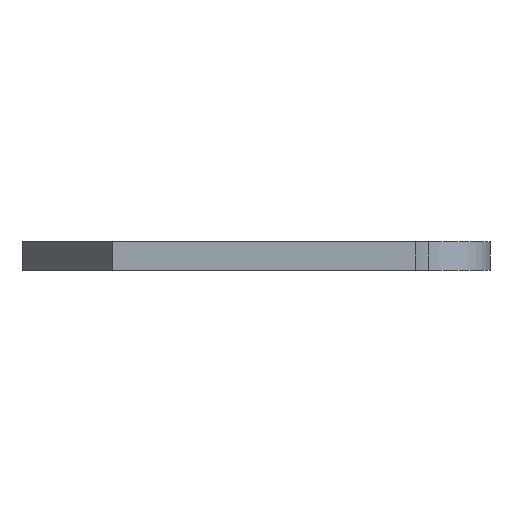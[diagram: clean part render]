
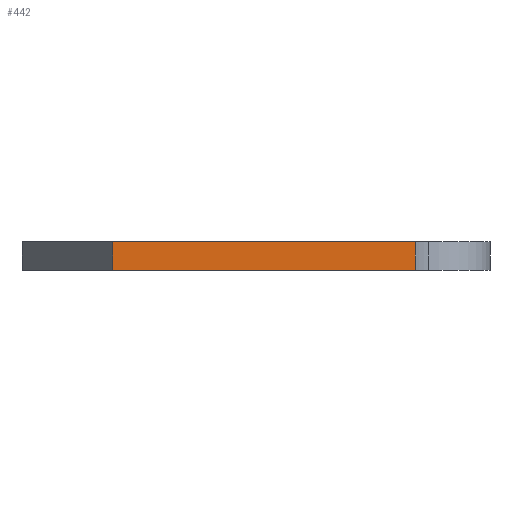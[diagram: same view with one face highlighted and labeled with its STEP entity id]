
A CAD part, left-side view. The second image highlights one B-rep face of the part: STEP entity #442.
In plain terms, the highlighted planar face has unit normal (-1, 0, 0).
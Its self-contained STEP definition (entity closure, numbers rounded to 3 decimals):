
#5 = CARTESIAN_POINT ( 'NONE',  ( 0., -13.857, -60. ) ) ;
#10 = VECTOR ( 'NONE', #256, 1000. ) ;
#14 = VERTEX_POINT ( 'NONE', #895 ) ;
#49 = CARTESIAN_POINT ( 'NONE',  ( 0., 28.143, -64. ) ) ;
#72 = CARTESIAN_POINT ( 'NONE',  ( 0., -13.857, -64. ) ) ;
#75 = DIRECTION ( 'NONE',  ( 0., 0., 1. ) ) ;
#80 = LINE ( 'NONE', #176, #229 ) ;
#109 = CARTESIAN_POINT ( 'NONE',  ( 0., 0., -64. ) ) ;
#135 = PLANE ( 'NONE',  #790 ) ;
#140 = DIRECTION ( 'NONE',  ( 0., 0., -1. ) ) ;
#176 = CARTESIAN_POINT ( 'NONE',  ( 0., 28.143, -64. ) ) ;
#200 = CARTESIAN_POINT ( 'NONE',  ( 0., 0., -60. ) ) ;
#229 = VECTOR ( 'NONE', #75, 1000. ) ;
#233 = VERTEX_POINT ( 'NONE', #5 ) ;
#256 = DIRECTION ( 'NONE',  ( 0., 1., 0. ) ) ;
#262 = EDGE_CURVE ( 'NONE', #744, #300, #80, .T. ) ;
#278 = EDGE_CURVE ( 'NONE', #14, #744, #780, .T. ) ;
#294 = EDGE_CURVE ( 'NONE', #233, #300, #656, .T. ) ;
#300 = VERTEX_POINT ( 'NONE', #421 ) ;
#328 = ORIENTED_EDGE ( 'NONE', *, *, #294, .T. ) ;
#364 = DIRECTION ( 'NONE',  ( 0., 0., 1. ) ) ;
#421 = CARTESIAN_POINT ( 'NONE',  ( 0., 28.143, -60. ) ) ;
#428 = DIRECTION ( 'NONE',  ( 0., 1., 0. ) ) ;
#429 = VECTOR ( 'NONE', #364, 1000. ) ;
#440 = CARTESIAN_POINT ( 'NONE',  ( 0., 0., -64. ) ) ;
#442 = ADVANCED_FACE ( 'NONE', ( #1009 ), #135, .F. ) ;
#656 = LINE ( 'NONE', #200, #665 ) ;
#665 = VECTOR ( 'NONE', #428, 1000. ) ;
#692 = LINE ( 'NONE', #72, #429 ) ;
#744 = VERTEX_POINT ( 'NONE', #49 ) ;
#760 = ORIENTED_EDGE ( 'NONE', *, *, #262, .F. ) ;
#780 = LINE ( 'NONE', #109, #10 ) ;
#790 = AXIS2_PLACEMENT_3D ( 'NONE', #440, #928, #140 ) ;
#799 = EDGE_CURVE ( 'NONE', #14, #233, #692, .T. ) ;
#800 = ORIENTED_EDGE ( 'NONE', *, *, #799, .T. ) ;
#895 = CARTESIAN_POINT ( 'NONE',  ( 0., -13.857, -64. ) ) ;
#928 = DIRECTION ( 'NONE',  ( 1., 0., 0. ) ) ;
#952 = EDGE_LOOP ( 'NONE', ( #328, #760, #961, #800 ) ) ;
#961 = ORIENTED_EDGE ( 'NONE', *, *, #278, .F. ) ;
#1009 = FACE_OUTER_BOUND ( 'NONE', #952, .T. ) ;
